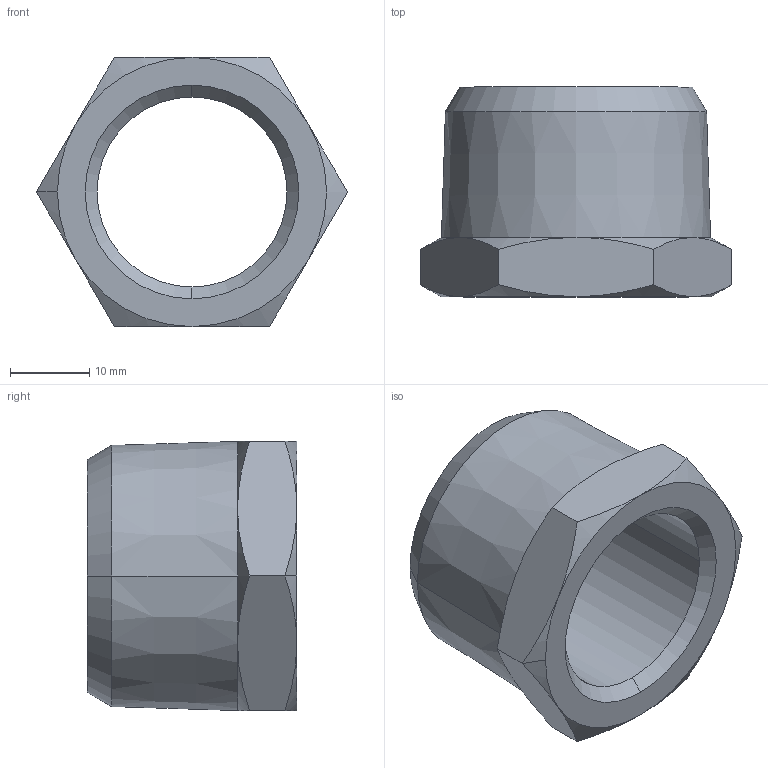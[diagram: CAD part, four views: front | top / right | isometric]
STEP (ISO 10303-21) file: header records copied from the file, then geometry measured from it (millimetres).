
FILE_DESCRIPTION (( 'STEP AP214' ), '1' );
FILE_NAME ('DRF.MF0605C_KORT.STEP', '2018-09-03T10:16:50', ( '' ), ( '' ), 'SwSTEP 2.0', 'SolidWorks 2018', '' );
FILE_SCHEMA (( 'AUTOMOTIVE_DESIGN' ));
Length unit declared in the file: millimetre
Products named in the file (1): DRF.MF0605C_KORT
Bounding box: 39.26 x 26.5 x 34 mm (x, y, z)
Volume: 11719.9 mm3; surface area: 5596.3 mm2
Topology: 1 solids, 1 shells, 33 faces, 72 edges, 42 vertices
Faces by surface type: cone 22, plane 9, cylinder 2
Entity records: 1002 total; most frequent: CARTESIAN_POINT 268, DIRECTION 146, ORIENTED_EDGE 144, EDGE_CURVE 72, AXIS2_PLACEMENT_3D 64, VERTEX_POINT 42, EDGE_LOOP 36, ADVANCED_FACE 33
